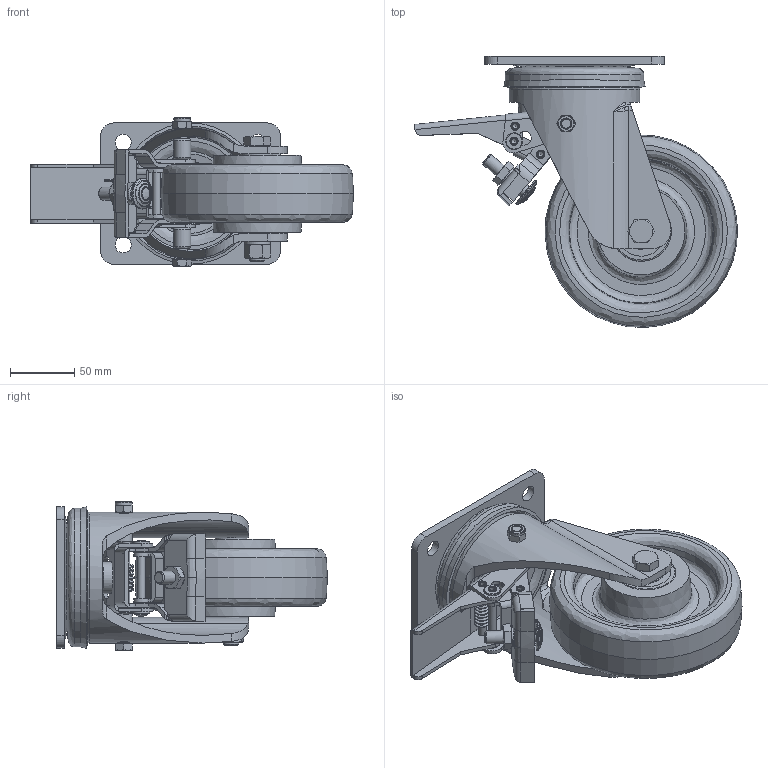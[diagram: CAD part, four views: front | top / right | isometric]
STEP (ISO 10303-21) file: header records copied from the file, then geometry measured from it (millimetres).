
FILE_DESCRIPTION (( 'STEP AP214' ), '1' );
FILE_NAME ('0033871_L-HV-PAM-150-K-3-DSV.step', '2018-03-14T08:37:41', ( '' ), ( '' ), 'SwSTEP 2.0', 'SolidWorks 2018', '' );
FILE_SCHEMA (( 'AUTOMOTIVE_DESIGN' ));
Length unit declared in the file: millimetre
Products named in the file (1): 0033871_L-HV-PAM-150-K-3-DSV
Bounding box: 251.6 x 210.96 x 115.5 mm (x, y, z)
Surface area: 278114.7 mm2 (no closed solid volume)
Topology: 0 solids, 16 shells, 709 faces, 1795 edges, 1159 vertices
Faces by surface type: plane 273, cylinder 207, cone 108, bspline 107, torus 14
Full cylindrical faces by diameter (mm): 4.2 x3, 5.85 x3, 6.15 x2, 6.2 x10, 6.4 x2, 6.5 x3, 8 x1, 8.2 x2, 8.4 x2, 8.5 x2, 9.2 x2, 10 x2, 10.1 x3, 10.2 x1, 11.6 x1, 12 x2, 12.2 x2, 12.5 x4, 13 x5, 13.5 x2, 16 x1, 17 x1, 18 x1, 19.9 x2, 20 x4, 21 x1, 24 x1, 25 x3, 28.1 x2, 32 x1
Entity records: 40900 total; most frequent: CARTESIAN_POINT 18327, ORIENTED_EDGE 2976, DIRECTION 2711, EDGE_CURVE 1492, AXIS2_PLACEMENT_3D 1080, VERTEX_POINT 1061, EDGE_LOOP 1027, FACE_OUTER_BOUND 870
